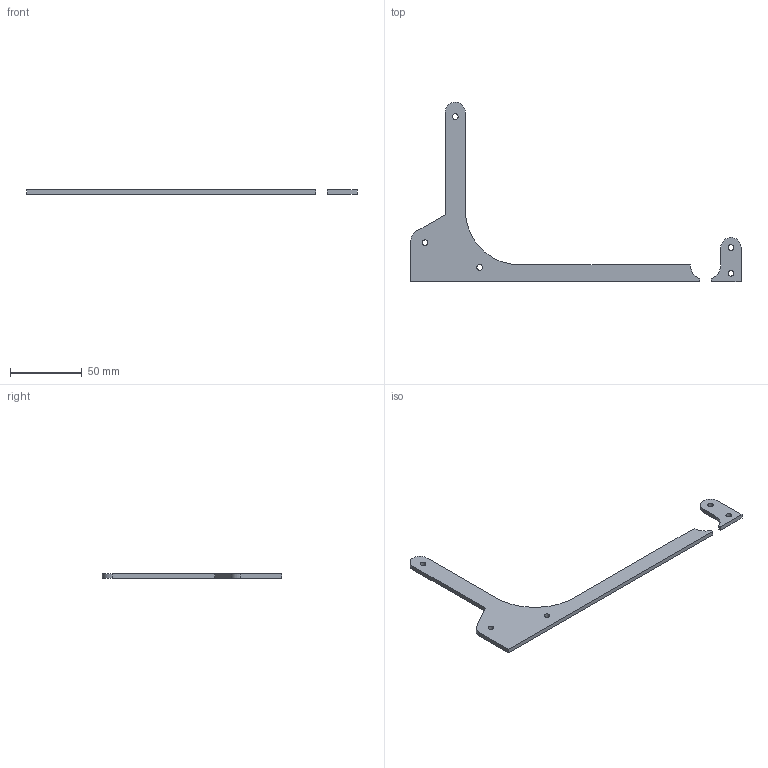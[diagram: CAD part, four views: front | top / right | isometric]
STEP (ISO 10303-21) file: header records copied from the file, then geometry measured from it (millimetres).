
FILE_DESCRIPTION(/* description */ (''),/* implementation_level */ '2;1');
FILE_NAME(/* name */ 'BR-05-steeppath.stp',/* time_stamp */ '2021-07-14T21:45:38+01:00',/* author */ ('hobly'),/* organization */ (''),/* preprocessor_version */ 'ST-DEVELOPER v18',/* originating_system */ 'Autodesk Inventor 2020',/* authorisation */ '');
FILE_SCHEMA (('AUTOMOTIVE_DESIGN { 1 0 10303 214 3 1 1 }'));
Length unit declared in the file: millimetre
Products named in the file (1): 1linepath
Bounding box: 230.53 x 125.3 x 3 mm (x, y, z)
Volume: 15828.4 mm3; surface area: 12872.2 mm2
Topology: 2 solids, 2 shells, 26 faces, 80 edges, 71 vertices
Faces by surface type: plane 15, cylinder 11
Full cylindrical faces by diameter (mm): 4 x5
Entity records: 923 total; most frequent: CARTESIAN_POINT 165, DIRECTION 146, ORIENTED_EDGE 132, EDGE_CURVE 66, AXIS2_PLACEMENT_3D 51, LINE 44, VECTOR 44, VERTEX_POINT 44
